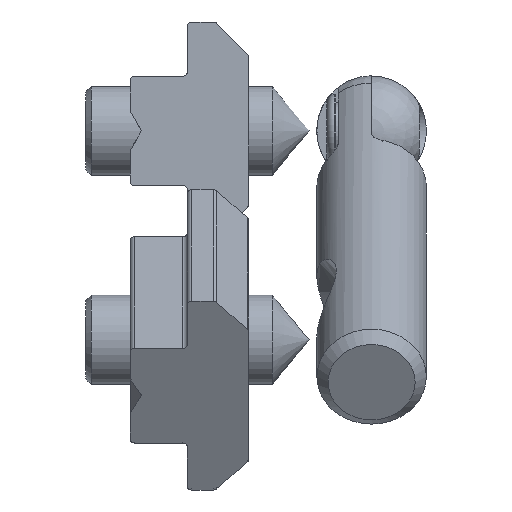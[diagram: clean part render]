
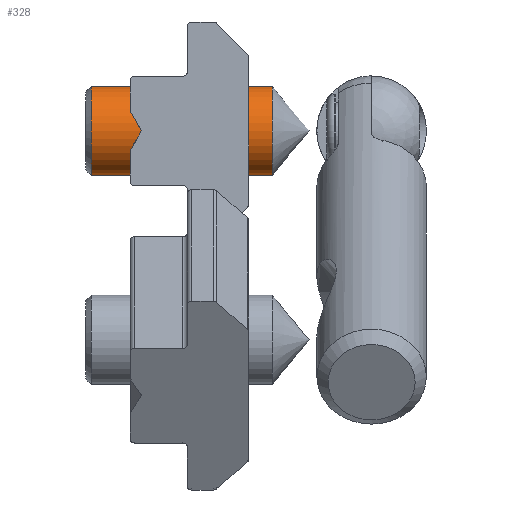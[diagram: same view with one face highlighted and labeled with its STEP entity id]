
A CAD part, left-side view. The second image highlights one B-rep face of the part: STEP entity #328.
In plain terms, the highlighted cylindrical face has radius 4 mm (diameter 8 mm), a full revolution.
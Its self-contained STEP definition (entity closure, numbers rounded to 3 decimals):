
#328 = ADVANCED_FACE( '', ( #487, #488 ), #489, .T. );
#487 = FACE_OUTER_BOUND( '', #661, .T. );
#488 = FACE_OUTER_BOUND( '', #662, .T. );
#489 = CYLINDRICAL_SURFACE( '', #663, 4. );
#661 = EDGE_LOOP( '', ( #1162 ) );
#662 = EDGE_LOOP( '', ( #1163 ) );
#663 = AXIS2_PLACEMENT_3D( '', #1164, #1165, #1166 );
#1162 = ORIENTED_EDGE( '', *, *, #1399, .F. );
#1163 = ORIENTED_EDGE( '', *, *, #1400, .T. );
#1164 = CARTESIAN_POINT( '', ( 0., 0., 0. ) );
#1165 = DIRECTION( '', ( 0., 1., 0. ) );
#1166 = DIRECTION( '', ( 0., 0., -1. ) );
#1399 = EDGE_CURVE( '', #1674, #1674, #1675, .T. );
#1400 = EDGE_CURVE( '', #1676, #1676, #1677, .T. );
#1674 = VERTEX_POINT( '', #2324 );
#1675 = CIRCLE( '', #2325, 4. );
#1676 = VERTEX_POINT( '', #2326 );
#1677 = CIRCLE( '', #2327, 4. );
#2324 = CARTESIAN_POINT( '', ( 0., 3.3, -4. ) );
#2325 = AXIS2_PLACEMENT_3D( '', #2593, #2594, #2595 );
#2326 = CARTESIAN_POINT( '', ( 0., 19.48, -4. ) );
#2327 = AXIS2_PLACEMENT_3D( '', #2596, #2597, #2598 );
#2593 = CARTESIAN_POINT( '', ( 0., 3.3, 0. ) );
#2594 = DIRECTION( '', ( 0., -1., 0. ) );
#2595 = DIRECTION( '', ( 0., 0., -1. ) );
#2596 = CARTESIAN_POINT( '', ( 0., 19.48, 0. ) );
#2597 = DIRECTION( '', ( 0., -1., 0. ) );
#2598 = DIRECTION( '', ( 0., 0., -1. ) );
